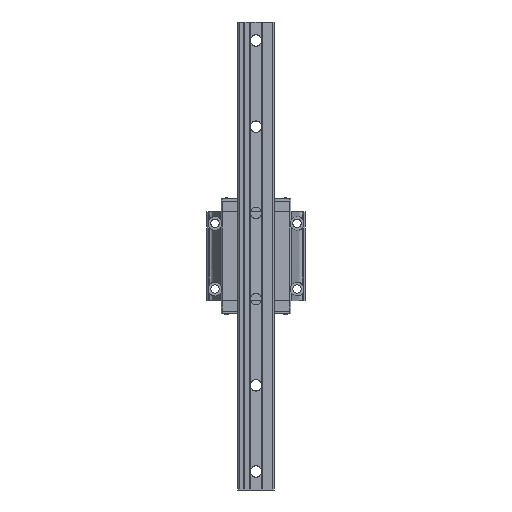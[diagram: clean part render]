
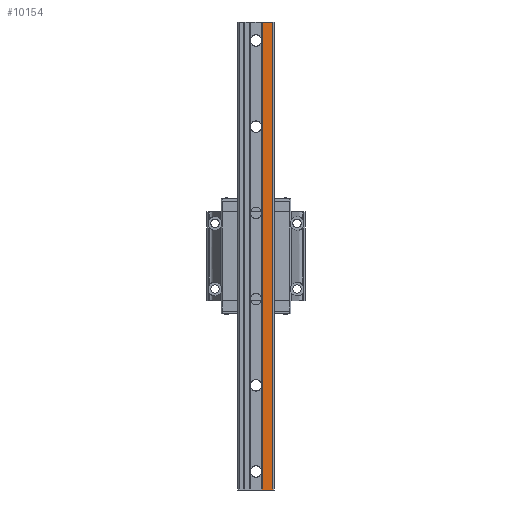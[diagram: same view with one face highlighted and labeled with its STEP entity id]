
A CAD part, front view. The second image highlights one B-rep face of the part: STEP entity #10154.
In plain terms, the highlighted face is planar.
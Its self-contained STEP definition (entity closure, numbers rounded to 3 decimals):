
#471 = ORIENTED_EDGE ( 'NONE', *, *, #7429, .T. ) ;
#865 = PLANE ( 'NONE',  #9291 ) ;
#1189 = LINE ( 'NONE', #11933, #7988 ) ;
#2329 = CARTESIAN_POINT ( 'NONE',  ( 7.5, 570., -16. ) ) ;
#2907 = CARTESIAN_POINT ( 'NONE',  ( 7.5, 0., -16. ) ) ;
#2954 = EDGE_CURVE ( 'NONE', #8594, #4579, #5745, .T. ) ;
#3268 = DIRECTION ( 'NONE',  ( 0., 1., 0. ) ) ;
#3648 = EDGE_CURVE ( 'NONE', #10487, #4007, #1189, .T. ) ;
#4007 = VERTEX_POINT ( 'NONE', #10575 ) ;
#4498 = CARTESIAN_POINT ( 'NONE',  ( 7.5, 570., -16. ) ) ;
#4579 = VERTEX_POINT ( 'NONE', #2329 ) ;
#5235 = EDGE_LOOP ( 'NONE', ( #471, #9405, #6587, #10341 ) ) ;
#5745 = LINE ( 'NONE', #4498, #9684 ) ;
#6051 = DIRECTION ( 'NONE',  ( 1., 0., 0. ) ) ;
#6587 = ORIENTED_EDGE ( 'NONE', *, *, #8288, .F. ) ;
#6935 = VECTOR ( 'NONE', #6968, 1000. ) ;
#6968 = DIRECTION ( 'NONE',  ( 1., 0., 0. ) ) ;
#7276 = CARTESIAN_POINT ( 'NONE',  ( -19.276, 570., -16. ) ) ;
#7429 = EDGE_CURVE ( 'NONE', #4579, #4007, #8494, .T. ) ;
#7988 = VECTOR ( 'NONE', #10706, 1000. ) ;
#8173 = CARTESIAN_POINT ( 'NONE',  ( -19.276, 0., -16. ) ) ;
#8288 = EDGE_CURVE ( 'NONE', #8594, #10487, #9402, .T. ) ;
#8494 = LINE ( 'NONE', #7276, #10489 ) ;
#8594 = VERTEX_POINT ( 'NONE', #2907 ) ;
#9167 = DIRECTION ( 'NONE',  ( -1., 0., 0. ) ) ;
#9291 = AXIS2_PLACEMENT_3D ( 'NONE', #11610, #10399, #9167 ) ;
#9402 = LINE ( 'NONE', #8173, #6935 ) ;
#9405 = ORIENTED_EDGE ( 'NONE', *, *, #3648, .F. ) ;
#9684 = VECTOR ( 'NONE', #3268, 1000. ) ;
#9902 = FACE_OUTER_BOUND ( 'NONE', #5235, .T. ) ;
#10154 = ADVANCED_FACE ( 'NONE', ( #9902 ), #865, .T. ) ;
#10341 = ORIENTED_EDGE ( 'NONE', *, *, #2954, .T. ) ;
#10399 = DIRECTION ( 'NONE',  ( 0., 0., -1. ) ) ;
#10487 = VERTEX_POINT ( 'NONE', #11890 ) ;
#10489 = VECTOR ( 'NONE', #6051, 1000. ) ;
#10575 = CARTESIAN_POINT ( 'NONE',  ( 20.5, 570., -16. ) ) ;
#10706 = DIRECTION ( 'NONE',  ( 0., 1., 0. ) ) ;
#11610 = CARTESIAN_POINT ( 'NONE',  ( 20.5, 570., -16. ) ) ;
#11890 = CARTESIAN_POINT ( 'NONE',  ( 20.5, 0., -16. ) ) ;
#11933 = CARTESIAN_POINT ( 'NONE',  ( 20.5, 570., -16. ) ) ;
